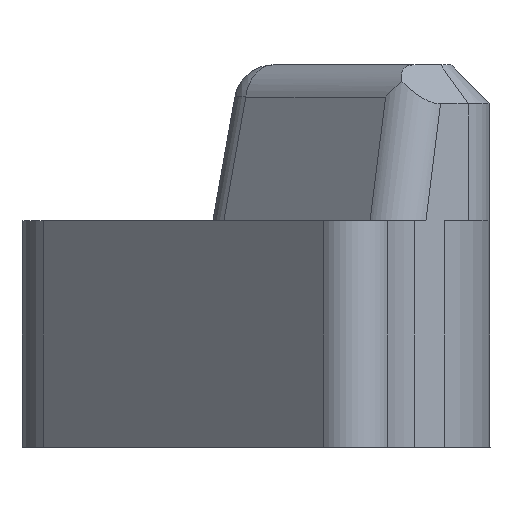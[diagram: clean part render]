
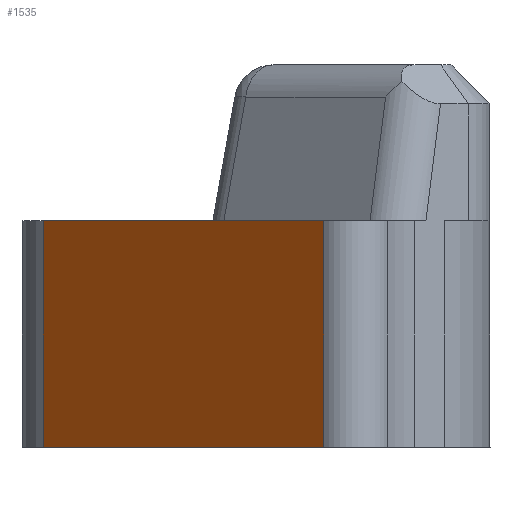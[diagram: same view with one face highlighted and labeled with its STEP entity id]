
A CAD part, front view. The second image highlights one B-rep face of the part: STEP entity #1535.
In plain terms, the highlighted planar face has unit normal (-0.729, -0.685, 0).
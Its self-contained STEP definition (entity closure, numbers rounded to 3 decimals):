
#19 = VERTEX_POINT ( 'NONE', #1406 ) ;
#43 = VERTEX_POINT ( 'NONE', #378 ) ;
#49 = EDGE_CURVE ( 'NONE', #19, #2115, #818, .T. ) ;
#150 = DIRECTION ( 'NONE',  ( 0., 0., -1. ) ) ;
#236 = AXIS2_PLACEMENT_3D ( 'NONE', #1024, #2661, #1793 ) ;
#356 = CARTESIAN_POINT ( 'NONE',  ( 102.447, 42.134, 8. ) ) ;
#378 = CARTESIAN_POINT ( 'NONE',  ( 102.447, 42.134, 2.2 ) ) ;
#395 = LINE ( 'NONE', #553, #1647 ) ;
#506 = CARTESIAN_POINT ( 'NONE',  ( 110.182, 33.902, 2.2 ) ) ;
#553 = CARTESIAN_POINT ( 'NONE',  ( 102.447, 42.134, 8. ) ) ;
#601 = VERTEX_POINT ( 'NONE', #2516 ) ;
#628 = VECTOR ( 'NONE', #2161, 1000. ) ;
#659 = ORIENTED_EDGE ( 'NONE', *, *, #2266, .T. ) ;
#701 = ORIENTED_EDGE ( 'NONE', *, *, #2638, .F. ) ;
#806 = PLANE ( 'NONE',  #236 ) ;
#818 = LINE ( 'NONE', #1228, #2163 ) ;
#961 = LINE ( 'NONE', #356, #1435 ) ;
#1024 = CARTESIAN_POINT ( 'NONE',  ( 110.182, 33.902, 8. ) ) ;
#1046 = DIRECTION ( 'NONE',  ( 0., 0., 1. ) ) ;
#1228 = CARTESIAN_POINT ( 'NONE',  ( 109.645, 34.473, 8. ) ) ;
#1331 = LINE ( 'NONE', #506, #628 ) ;
#1406 = CARTESIAN_POINT ( 'NONE',  ( 109.645, 34.473, 2.2 ) ) ;
#1425 = ORIENTED_EDGE ( 'NONE', *, *, #2195, .F. ) ;
#1435 = VECTOR ( 'NONE', #1987, 1000. ) ;
#1535 = ADVANCED_FACE ( 'NONE', ( #1630 ), #806, .F. ) ;
#1630 = FACE_OUTER_BOUND ( 'NONE', #1857, .T. ) ;
#1647 = VECTOR ( 'NONE', #150, 1000. ) ;
#1793 = DIRECTION ( 'NONE',  ( -0.685, 0.729, 0. ) ) ;
#1857 = EDGE_LOOP ( 'NONE', ( #1425, #1994, #701, #659 ) ) ;
#1987 = DIRECTION ( 'NONE',  ( 0.685, -0.729, 0. ) ) ;
#1994 = ORIENTED_EDGE ( 'NONE', *, *, #49, .T. ) ;
#2115 = VERTEX_POINT ( 'NONE', #2479 ) ;
#2161 = DIRECTION ( 'NONE',  ( -0.685, 0.729, 0. ) ) ;
#2163 = VECTOR ( 'NONE', #1046, 1000. ) ;
#2195 = EDGE_CURVE ( 'NONE', #19, #43, #1331, .T. ) ;
#2266 = EDGE_CURVE ( 'NONE', #601, #43, #395, .T. ) ;
#2479 = CARTESIAN_POINT ( 'NONE',  ( 109.645, 34.473, 8. ) ) ;
#2516 = CARTESIAN_POINT ( 'NONE',  ( 102.447, 42.134, 8. ) ) ;
#2638 = EDGE_CURVE ( 'NONE', #601, #2115, #961, .T. ) ;
#2661 = DIRECTION ( 'NONE',  ( 0.729, 0.685, 0. ) ) ;
